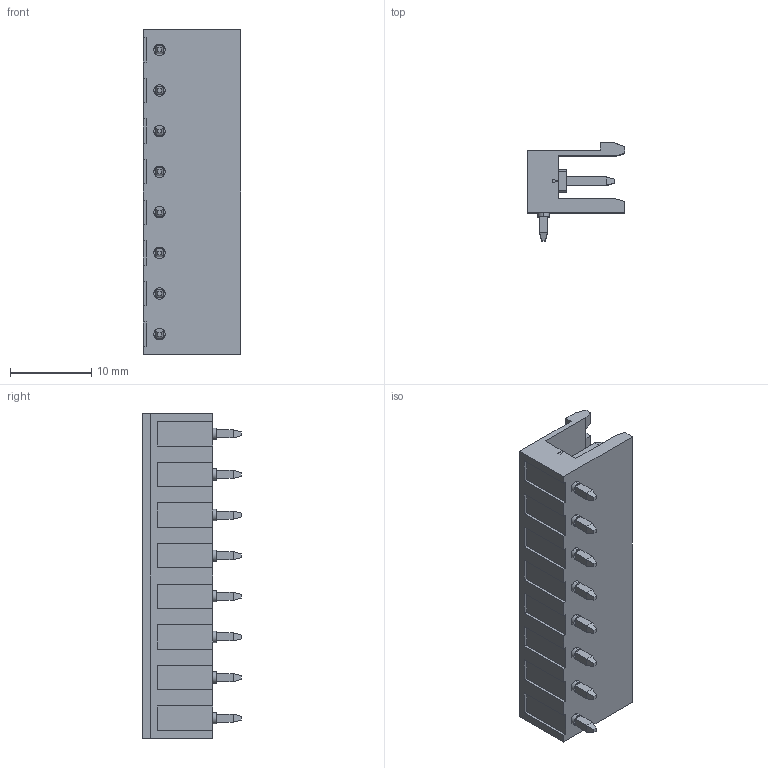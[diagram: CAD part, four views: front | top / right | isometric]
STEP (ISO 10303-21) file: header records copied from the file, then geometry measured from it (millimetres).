
FILE_DESCRIPTION (( 'STEP AP214' ), '1' );
FILE_NAME ('P8.STEP', '2016-02-14T11:55:21', ( '' ), ( '' ), 'SwSTEP 2.0', 'SolidWorks 2015', '' );
FILE_SCHEMA (( 'AUTOMOTIVE_DESIGN' ));
Length unit declared in the file: millimetre
Products named in the file (1): P8
Bounding box: 12 x 12.1 x 40 mm (x, y, z)
Volume: 1923.7 mm3; surface area: 2776.9 mm2
Topology: 1 solids, 1 shells, 401 faces, 937 edges, 576 vertices
Faces by surface type: plane 354, cylinder 39, cone 8
Entity records: 15566 total; most frequent: CARTESIAN_POINT 1962, ORIENTED_EDGE 1872, DIRECTION 1842, EDGE_CURVE 936, LINE 802, VECTOR 802, VERTEX_POINT 576, AXIS2_PLACEMENT_3D 520
